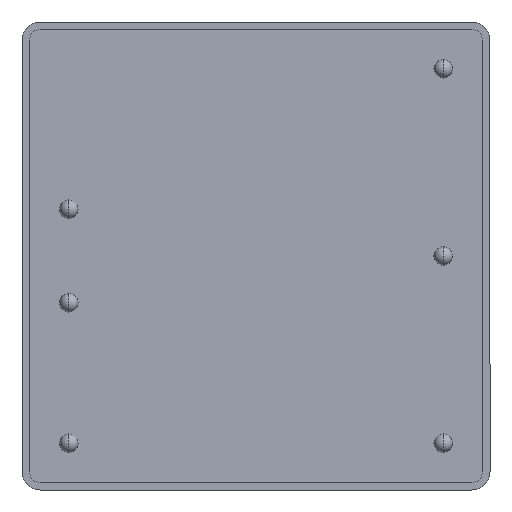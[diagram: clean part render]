
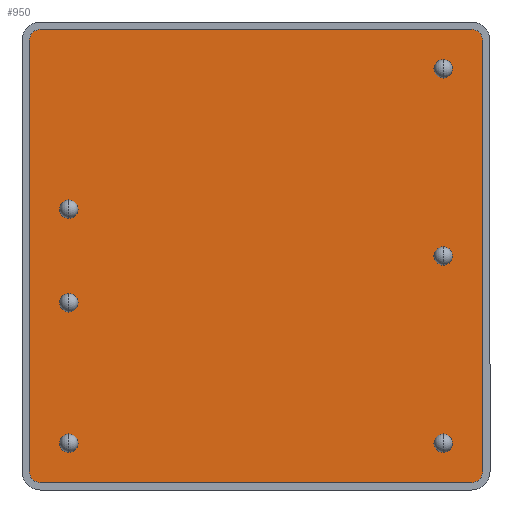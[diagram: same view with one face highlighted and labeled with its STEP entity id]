
A CAD part, front view. The second image highlights one B-rep face of the part: STEP entity #950.
In plain terms, the highlighted planar face has unit normal (0, -1, 0).
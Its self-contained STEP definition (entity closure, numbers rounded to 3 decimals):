
#102 = DIRECTION ( 'NONE',  ( 0., -1., 0. ) ) ;
#175 = ORIENTED_EDGE ( 'NONE', *, *, #846, .T. ) ;
#209 = AXIS2_PLACEMENT_3D ( 'NONE', #2292, #2087, #1477 ) ;
#222 = CARTESIAN_POINT ( 'NONE',  ( -11.7, 0.5, -12.3 ) ) ;
#246 = CARTESIAN_POINT ( 'NONE',  ( 11.7, 0.5, -12.3 ) ) ;
#253 = EDGE_CURVE ( 'NONE', #1575, #2024, #725, .T. ) ;
#264 = CARTESIAN_POINT ( 'NONE',  ( -11.7, 0.5, 11.7 ) ) ;
#272 = AXIS2_PLACEMENT_3D ( 'NONE', #1461, #1021, #1664 ) ;
#330 = VECTOR ( 'NONE', #1160, 1000. ) ;
#340 = DIRECTION ( 'NONE',  ( 0., 0., -1. ) ) ;
#376 = CARTESIAN_POINT ( 'NONE',  ( 12.3, 0.5, -11.7 ) ) ;
#405 = EDGE_CURVE ( 'NONE', #2375, #2218, #1053, .T. ) ;
#461 = EDGE_CURVE ( 'NONE', #2566, #2239, #1830, .T. ) ;
#490 = CARTESIAN_POINT ( 'NONE',  ( 11.7, 0.5, 12.3 ) ) ;
#530 = LINE ( 'NONE', #376, #649 ) ;
#533 = LINE ( 'NONE', #222, #1767 ) ;
#566 = DIRECTION ( 'NONE',  ( 0., 0., 1. ) ) ;
#620 = DIRECTION ( 'NONE',  ( 0., 0., 1. ) ) ;
#644 = AXIS2_PLACEMENT_3D ( 'NONE', #702, #1147, #1745 ) ;
#649 = VECTOR ( 'NONE', #620, 1000. ) ;
#650 = CARTESIAN_POINT ( 'NONE',  ( -11.7, 0.5, -12.3 ) ) ;
#688 = DIRECTION ( 'NONE',  ( 0., 0., 1. ) ) ;
#700 = EDGE_CURVE ( 'NONE', #801, #2375, #1940, .T. ) ;
#702 = CARTESIAN_POINT ( 'NONE',  ( 11.7, 0.5, -11.7 ) ) ;
#725 = CIRCLE ( 'NONE', #644, 0.6 ) ;
#801 = VERTEX_POINT ( 'NONE', #1688 ) ;
#819 = DIRECTION ( 'NONE',  ( 1., 0., 0. ) ) ;
#846 = EDGE_CURVE ( 'NONE', #848, #2566, #1067, .T. ) ;
#848 = VERTEX_POINT ( 'NONE', #1159 ) ;
#919 = CARTESIAN_POINT ( 'NONE',  ( -12.3, 0.5, -11.7 ) ) ;
#950 = ADVANCED_FACE ( 'NONE', ( #1139 ), #2301, .F. ) ;
#969 = ORIENTED_EDGE ( 'NONE', *, *, #1790, .T. ) ;
#1021 = DIRECTION ( 'NONE',  ( 0., -1., 0. ) ) ;
#1023 = ORIENTED_EDGE ( 'NONE', *, *, #2048, .T. ) ;
#1053 = LINE ( 'NONE', #1784, #330 ) ;
#1067 = LINE ( 'NONE', #1579, #1708 ) ;
#1139 = FACE_OUTER_BOUND ( 'NONE', #2160, .T. ) ;
#1147 = DIRECTION ( 'NONE',  ( 0., -1., 0. ) ) ;
#1152 = DIRECTION ( 'NONE',  ( 0., -1., 0. ) ) ;
#1159 = CARTESIAN_POINT ( 'NONE',  ( -12.3, 0.5, 11.7 ) ) ;
#1160 = DIRECTION ( 'NONE',  ( -1., 0., 0. ) ) ;
#1211 = ORIENTED_EDGE ( 'NONE', *, *, #405, .T. ) ;
#1271 = CARTESIAN_POINT ( 'NONE',  ( -11.7, 0.5, 12.3 ) ) ;
#1418 = CARTESIAN_POINT ( 'NONE',  ( 12.3, 0.5, -11.7 ) ) ;
#1440 = AXIS2_PLACEMENT_3D ( 'NONE', #264, #102, #688 ) ;
#1461 = CARTESIAN_POINT ( 'NONE',  ( 11.7, 0.5, 11.7 ) ) ;
#1477 = DIRECTION ( 'NONE',  ( 0., 0., 1. ) ) ;
#1566 = CARTESIAN_POINT ( 'NONE',  ( -11.7, 0.5, -11.7 ) ) ;
#1575 = VERTEX_POINT ( 'NONE', #246 ) ;
#1579 = CARTESIAN_POINT ( 'NONE',  ( -12.3, 0.5, -11.7 ) ) ;
#1664 = DIRECTION ( 'NONE',  ( 0., 0., 1. ) ) ;
#1688 = CARTESIAN_POINT ( 'NONE',  ( 12.3, 0.5, 11.7 ) ) ;
#1708 = VECTOR ( 'NONE', #340, 1000. ) ;
#1745 = DIRECTION ( 'NONE',  ( 0., 0., -1. ) ) ;
#1767 = VECTOR ( 'NONE', #819, 1000. ) ;
#1784 = CARTESIAN_POINT ( 'NONE',  ( -11.7, 0.5, 12.3 ) ) ;
#1790 = EDGE_CURVE ( 'NONE', #2239, #1575, #533, .T. ) ;
#1830 = CIRCLE ( 'NONE', #1861, 0.6 ) ;
#1861 = AXIS2_PLACEMENT_3D ( 'NONE', #1566, #1152, #566 ) ;
#1940 = CIRCLE ( 'NONE', #272, 0.6 ) ;
#2024 = VERTEX_POINT ( 'NONE', #1418 ) ;
#2041 = ORIENTED_EDGE ( 'NONE', *, *, #461, .T. ) ;
#2048 = EDGE_CURVE ( 'NONE', #2024, #801, #530, .T. ) ;
#2087 = DIRECTION ( 'NONE',  ( 0., 1., 0. ) ) ;
#2098 = ORIENTED_EDGE ( 'NONE', *, *, #2374, .T. ) ;
#2160 = EDGE_LOOP ( 'NONE', ( #2041, #969, #2363, #1023, #2380, #1211, #2098, #175 ) ) ;
#2218 = VERTEX_POINT ( 'NONE', #1271 ) ;
#2239 = VERTEX_POINT ( 'NONE', #650 ) ;
#2292 = CARTESIAN_POINT ( 'NONE',  ( -11.7, 0.5, -11.7 ) ) ;
#2301 = PLANE ( 'NONE',  #209 ) ;
#2363 = ORIENTED_EDGE ( 'NONE', *, *, #253, .T. ) ;
#2374 = EDGE_CURVE ( 'NONE', #2218, #848, #2453, .T. ) ;
#2375 = VERTEX_POINT ( 'NONE', #490 ) ;
#2380 = ORIENTED_EDGE ( 'NONE', *, *, #700, .T. ) ;
#2453 = CIRCLE ( 'NONE', #1440, 0.6 ) ;
#2566 = VERTEX_POINT ( 'NONE', #919 ) ;
